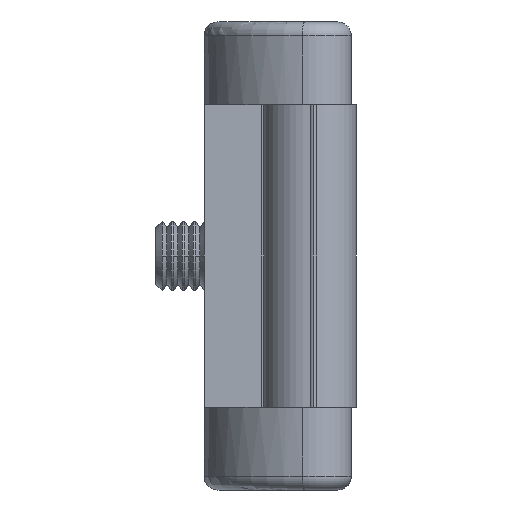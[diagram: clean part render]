
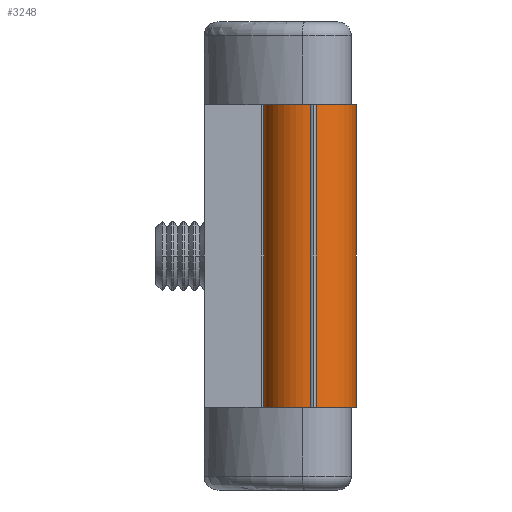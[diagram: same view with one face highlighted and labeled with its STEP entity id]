
A CAD part, front view. The second image highlights one B-rep face of the part: STEP entity #3248.
In plain terms, the highlighted cylindrical face has radius 3.35 mm (diameter 6.7 mm), a partial arc.
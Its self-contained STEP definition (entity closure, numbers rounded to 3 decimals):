
#71 = ORIENTED_EDGE ( 'NONE', *, *, #3489, .T. ) ;
#142 = EDGE_CURVE ( 'NONE', #1435, #3885, #1606, .T. ) ;
#199 = CIRCLE ( 'NONE', #3622, 3.35 ) ;
#281 = EDGE_CURVE ( 'NONE', #2218, #3229, #3918, .T. ) ;
#288 = DIRECTION ( 'NONE',  ( 0., 1., 0. ) ) ;
#320 = ORIENTED_EDGE ( 'NONE', *, *, #2198, .T. ) ;
#404 = CARTESIAN_POINT ( 'NONE',  ( -21.88, -25.915, -32.46 ) ) ;
#415 = EDGE_CURVE ( 'NONE', #2019, #4008, #3992, .T. ) ;
#423 = DIRECTION ( 'NONE',  ( 0., 1., 0. ) ) ;
#481 = EDGE_CURVE ( 'NONE', #3885, #1449, #199, .T. ) ;
#510 = DIRECTION ( 'NONE',  ( 0., 0., 1. ) ) ;
#556 = ORIENTED_EDGE ( 'NONE', *, *, #415, .T. ) ;
#607 = CARTESIAN_POINT ( 'NONE',  ( -22.364, -22.601, -32.46 ) ) ;
#637 = AXIS2_PLACEMENT_3D ( 'NONE', #2068, #3483, #288 ) ;
#689 = CARTESIAN_POINT ( 'NONE',  ( -24.691, -25.011, -54.46 ) ) ;
#691 = VERTEX_POINT ( 'NONE', #2926 ) ;
#692 = EDGE_LOOP ( 'NONE', ( #2929, #71, #2080, #320, #556, #3905, #1973, #1794 ) ) ;
#725 = CARTESIAN_POINT ( 'NONE',  ( -22.364, -22.601, -32.46 ) ) ;
#894 = DIRECTION ( 'NONE',  ( 0., 0., 1. ) ) ;
#966 = CARTESIAN_POINT ( 'NONE',  ( -22.531, -19.255, -32.46 ) ) ;
#967 = DIRECTION ( 'NONE',  ( 0., 1., 0. ) ) ;
#1300 = DIRECTION ( 'NONE',  ( 0., 0., -1. ) ) ;
#1435 = VERTEX_POINT ( 'NONE', #1483 ) ;
#1449 = VERTEX_POINT ( 'NONE', #4319 ) ;
#1483 = CARTESIAN_POINT ( 'NONE',  ( -22.364, -25.951, -54.46 ) ) ;
#1598 = VECTOR ( 'NONE', #510, 1000. ) ;
#1606 = CIRCLE ( 'NONE', #637, 3.35 ) ;
#1664 = CARTESIAN_POINT ( 'NONE',  ( -22.364, -25.951, -151.633 ) ) ;
#1699 = AXIS2_PLACEMENT_3D ( 'NONE', #2227, #2545, #423 ) ;
#1794 = ORIENTED_EDGE ( 'NONE', *, *, #481, .F. ) ;
#1973 = ORIENTED_EDGE ( 'NONE', *, *, #3164, .F. ) ;
#1988 = AXIS2_PLACEMENT_3D ( 'NONE', #607, #2793, #967 ) ;
#2019 = VERTEX_POINT ( 'NONE', #966 ) ;
#2068 = CARTESIAN_POINT ( 'NONE',  ( -22.364, -22.601, -54.46 ) ) ;
#2080 = ORIENTED_EDGE ( 'NONE', *, *, #281, .T. ) ;
#2087 = DIRECTION ( 'NONE',  ( 0., 0., 1. ) ) ;
#2137 = CARTESIAN_POINT ( 'NONE',  ( -24.691, -25.011, -32.46 ) ) ;
#2198 = EDGE_CURVE ( 'NONE', #3229, #2019, #2997, .T. ) ;
#2218 = VERTEX_POINT ( 'NONE', #4624 ) ;
#2227 = CARTESIAN_POINT ( 'NONE',  ( -22.364, -22.601, -54.46 ) ) ;
#2411 = CARTESIAN_POINT ( 'NONE',  ( -22.364, -22.601, -32.46 ) ) ;
#2484 = DIRECTION ( 'NONE',  ( 0., 1., 0. ) ) ;
#2486 = AXIS2_PLACEMENT_3D ( 'NONE', #2411, #3475, #3830 ) ;
#2545 = DIRECTION ( 'NONE',  ( 0., 0., -1. ) ) ;
#2701 = LINE ( 'NONE', #3705, #1598 ) ;
#2723 = VECTOR ( 'NONE', #2087, 1000. ) ;
#2793 = DIRECTION ( 'NONE',  ( 0., 0., -1. ) ) ;
#2844 = DIRECTION ( 'NONE',  ( 0., 0., -1. ) ) ;
#2926 = CARTESIAN_POINT ( 'NONE',  ( -21.88, -25.915, -54.46 ) ) ;
#2929 = ORIENTED_EDGE ( 'NONE', *, *, #142, .F. ) ;
#2997 = CIRCLE ( 'NONE', #2486, 3.35 ) ;
#3092 = AXIS2_PLACEMENT_3D ( 'NONE', #725, #2844, #2484 ) ;
#3164 = EDGE_CURVE ( 'NONE', #1449, #691, #3704, .T. ) ;
#3229 = VERTEX_POINT ( 'NONE', #2137 ) ;
#3248 = ADVANCED_FACE ( 'NONE', ( #4298 ), #4611, .T. ) ;
#3453 = CARTESIAN_POINT ( 'NONE',  ( -22.364, -22.601, -54.46 ) ) ;
#3475 = DIRECTION ( 'NONE',  ( 0., 0., -1. ) ) ;
#3483 = DIRECTION ( 'NONE',  ( 0., 0., -1. ) ) ;
#3489 = EDGE_CURVE ( 'NONE', #1435, #2218, #4223, .T. ) ;
#3622 = AXIS2_PLACEMENT_3D ( 'NONE', #3453, #1300, #3780 ) ;
#3704 = CIRCLE ( 'NONE', #1699, 3.35 ) ;
#3705 = CARTESIAN_POINT ( 'NONE',  ( -21.88, -25.915, -151.633 ) ) ;
#3780 = DIRECTION ( 'NONE',  ( 0., 1., 0. ) ) ;
#3830 = DIRECTION ( 'NONE',  ( 0., 1., 0. ) ) ;
#3885 = VERTEX_POINT ( 'NONE', #689 ) ;
#3905 = ORIENTED_EDGE ( 'NONE', *, *, #4420, .F. ) ;
#3918 = CIRCLE ( 'NONE', #3092, 3.35 ) ;
#3923 = AXIS2_PLACEMENT_3D ( 'NONE', #4022, #894, #4362 ) ;
#3992 = CIRCLE ( 'NONE', #1988, 3.35 ) ;
#4008 = VERTEX_POINT ( 'NONE', #404 ) ;
#4022 = CARTESIAN_POINT ( 'NONE',  ( -22.364, -22.601, -151.633 ) ) ;
#4223 = LINE ( 'NONE', #1664, #2723 ) ;
#4298 = FACE_OUTER_BOUND ( 'NONE', #692, .T. ) ;
#4319 = CARTESIAN_POINT ( 'NONE',  ( -22.531, -19.255, -54.46 ) ) ;
#4362 = DIRECTION ( 'NONE',  ( 0., -1., 0. ) ) ;
#4420 = EDGE_CURVE ( 'NONE', #691, #4008, #2701, .T. ) ;
#4611 = CYLINDRICAL_SURFACE ( 'NONE', #3923, 3.35 ) ;
#4624 = CARTESIAN_POINT ( 'NONE',  ( -22.364, -25.951, -32.46 ) ) ;
